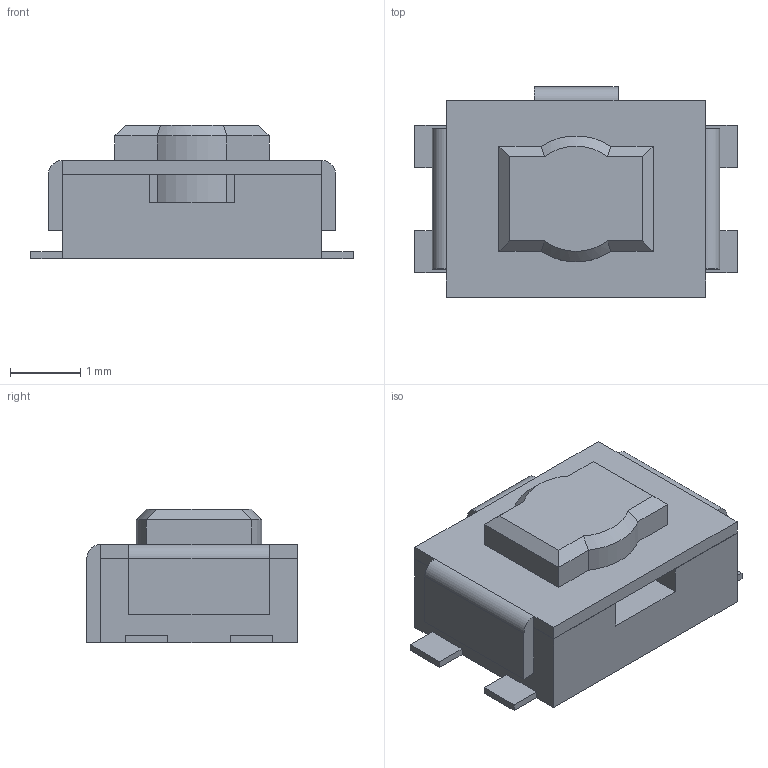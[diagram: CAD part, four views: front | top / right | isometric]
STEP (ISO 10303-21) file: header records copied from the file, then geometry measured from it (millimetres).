
FILE_DESCRIPTION(/* description */ (''),/* implementation_level */ '2;1');
FILE_NAME(/* name */ 'Tact Switch Orange.step',/* time_stamp */ '2024-02-22T22:16:40+01:00',/* author */ (''),/* organization */ (''),/* preprocessor_version */ 'ST-DEVELOPER v20',/* originating_system */ 'Autodesk Translation Framework v12.20.1.177',/* authorisation */ '');
FILE_SCHEMA (('AUTOMOTIVE_DESIGN { 1 0 10303 214 3 1 1 }'));
Length unit declared in the file: millimetre
Products named in the file (1): Tactile Switch
Bounding box: 4.6 x 3 x 1.9 mm (x, y, z)
Volume: 17.8 mm3; surface area: 86 mm2
Topology: 7 solids, 7 shells, 87 faces, 199 edges, 126 vertices
Faces by surface type: plane 78, cylinder 7, cone 2
Entity records: 2452 total; most frequent: CARTESIAN_POINT 425, ORIENTED_EDGE 398, DIRECTION 387, EDGE_CURVE 199, LINE 179, VECTOR 179, VERTEX_POINT 126, AXIS2_PLACEMENT_3D 104
